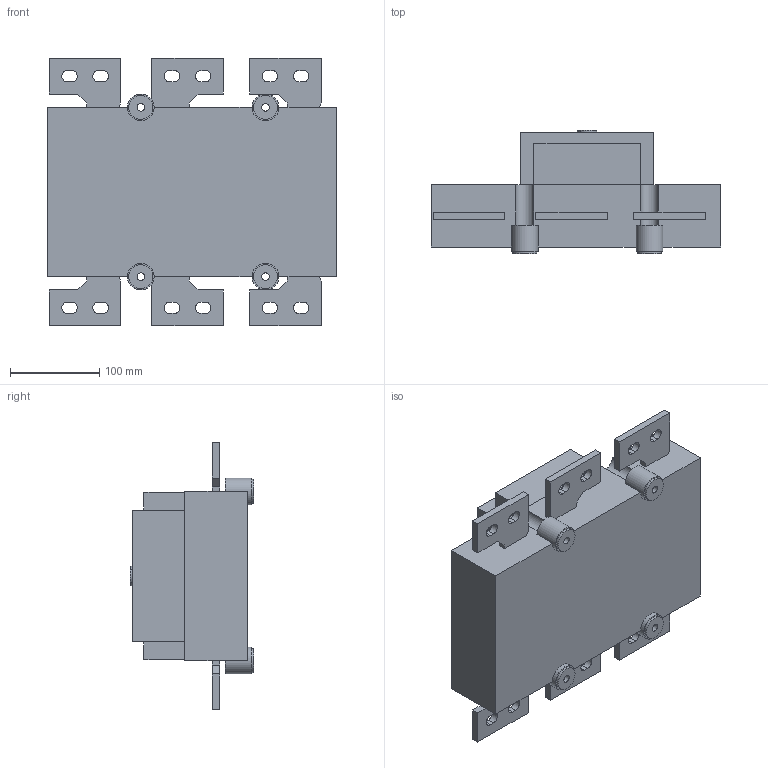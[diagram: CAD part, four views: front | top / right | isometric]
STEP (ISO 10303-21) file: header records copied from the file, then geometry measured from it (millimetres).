
FILE_DESCRIPTION((''),'2;1');
FILE_NAME('Int S5000-800A 3P contactos en L (2010-12).stp','2014-01-22T11:24:39',('david'),(''),'Autodesk Inventor 2010','Autodesk Inventor 2010','');
FILE_SCHEMA(('AUTOMOTIVE_DESIGN { 1 0 10303 214 1 1 1 1 }'));
Length unit declared in the file: millimetre
Products named in the file (1): Int S5000-800A 3P contactos en L (2010-12)
Bounding box: 325 x 139 x 300 mm (x, y, z)
Volume: 6003147.3 mm3; surface area: 306758.8 mm2
Topology: 1 solids, 1 shells, 251 faces, 660 edges, 438 vertices
Faces by surface type: plane 155, bspline 61, cylinder 35
Full cylindrical faces by diameter (mm): 5 x1, 8 x1, 8.4 x4, 20 x4, 22 x1, 27 x4, 30 x4, 41.8 x1, 42 x1
Entity records: 8119 total; most frequent: CARTESIAN_POINT 2040, ORIENTED_EDGE 1274, DIRECTION 1065, EDGE_CURVE 637, VECTOR 479, LINE 479, VERTEX_POINT 436, EDGE_LOOP 331
